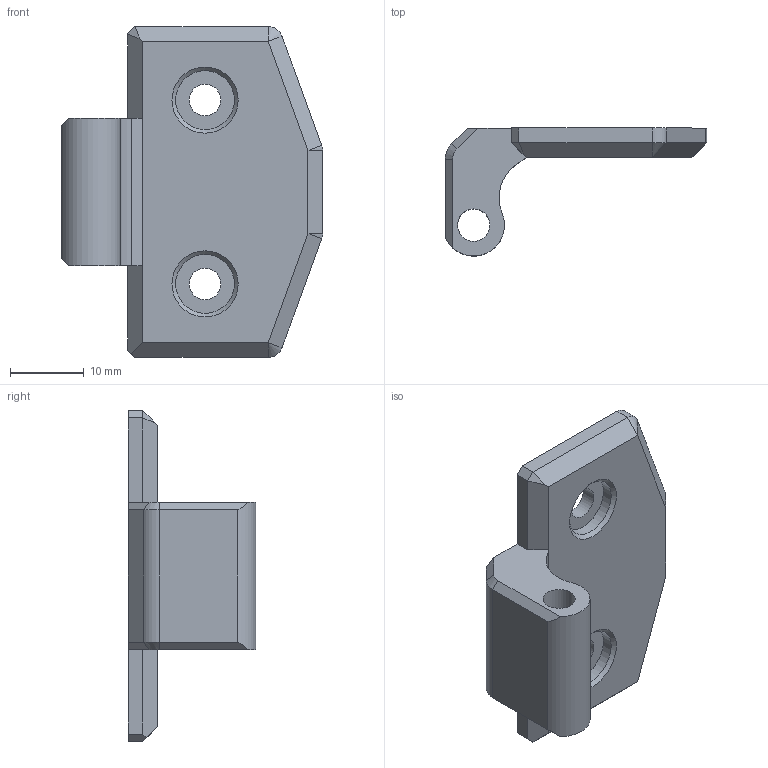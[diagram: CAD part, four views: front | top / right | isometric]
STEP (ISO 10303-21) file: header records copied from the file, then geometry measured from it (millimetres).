
FILE_DESCRIPTION(/* description */ (''),/* implementation_level */ '2;1');
FILE_NAME(/* name */ 'V-BeeBotFrameHingeB v1.step',/* time_stamp */ '2022-07-25T20:34:42-04:00',/* author */ (''),/* organization */ (''),/* preprocessor_version */ 'ST-DEVELOPER v19',/* originating_system */ 'Autodesk Translation Framework v11.7.0.108',/* authorisation */ '');
FILE_SCHEMA (('AUTOMOTIVE_DESIGN { 1 0 10303 214 3 1 1 }'));
Length unit declared in the file: millimetre
Products named in the file (1): V-BeeBotFrameHingeB
Bounding box: 35.54 x 17.39 x 45 mm (x, y, z)
Volume: 6240.1 mm3; surface area: 3919.2 mm2
Topology: 1 solids, 1 shells, 50 faces, 122 edges, 72 vertices
Faces by surface type: plane 30, cylinder 12, cone 8
Full cylindrical faces by diameter (mm): 4.3 x2, 4.4 x1, 8 x2
Entity records: 1464 total; most frequent: DIRECTION 250, CARTESIAN_POINT 241, ORIENTED_EDGE 236, EDGE_CURVE 118, LINE 88, VECTOR 88, AXIS2_PLACEMENT_3D 81, VERTEX_POINT 72
